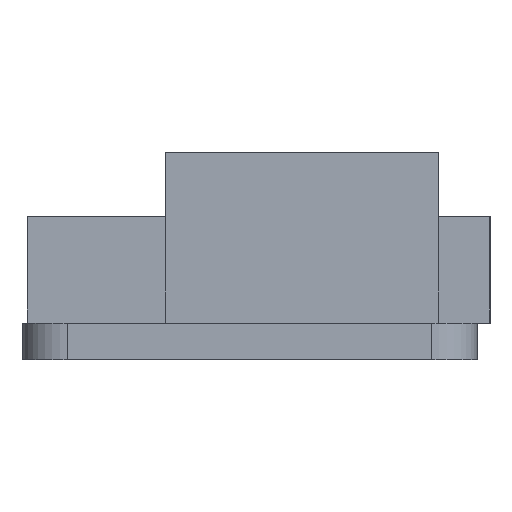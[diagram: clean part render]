
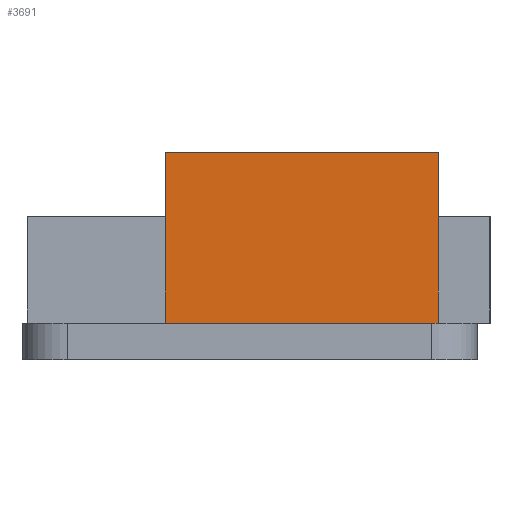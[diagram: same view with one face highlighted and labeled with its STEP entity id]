
A CAD part, left-side view. The second image highlights one B-rep face of the part: STEP entity #3691.
In plain terms, the highlighted planar face has unit normal (-1, 0, 0).
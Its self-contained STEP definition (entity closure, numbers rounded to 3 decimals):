
#237=DIRECTION('',(0.,-1.,0.));
#238=VECTOR('',#237,12.);
#239=CARTESIAN_POINT('',(16.5,13.7,1.6));
#240=LINE('',#239,#238);
#1277=DIRECTION('',(0.,0.,1.));
#1278=VECTOR('',#1277,7.5);
#1279=CARTESIAN_POINT('',(16.5,1.7,1.6));
#1280=LINE('',#1279,#1278);
#1281=DIRECTION('',(0.,0.,1.));
#1282=VECTOR('',#1281,7.5);
#1283=CARTESIAN_POINT('',(16.5,13.7,1.6));
#1284=LINE('',#1283,#1282);
#1297=DIRECTION('',(0.,-1.,0.));
#1298=VECTOR('',#1297,12.);
#1299=CARTESIAN_POINT('',(16.5,13.7,9.1));
#1300=LINE('',#1299,#1298);
#1537=CARTESIAN_POINT('',(16.5,13.7,9.1));
#1538=VERTEX_POINT('',#1537);
#1539=CARTESIAN_POINT('',(16.5,1.7,9.1));
#1540=VERTEX_POINT('',#1539);
#1545=CARTESIAN_POINT('',(16.5,13.7,1.6));
#1546=VERTEX_POINT('',#1545);
#1547=CARTESIAN_POINT('',(16.5,1.7,1.6));
#1548=VERTEX_POINT('',#1547);
#3678=CARTESIAN_POINT('',(16.5,13.7,1.6));
#3679=DIRECTION('',(-1.,0.,0.));
#3680=DIRECTION('',(0.,-1.,0.));
#3681=AXIS2_PLACEMENT_3D('',#3678,#3679,#3680);
#3682=PLANE('',#3681);
#3683=ORIENTED_EDGE('',*,*,#1882,.F.);
#3685=ORIENTED_EDGE('',*,*,#3684,.T.);
#3687=ORIENTED_EDGE('',*,*,#3686,.T.);
#3688=ORIENTED_EDGE('',*,*,#3670,.F.);
#3689=EDGE_LOOP('',(#3683,#3685,#3687,#3688));
#3690=FACE_OUTER_BOUND('',#3689,.F.);
#3691=ADVANCED_FACE('',(#3690),#3682,.T.);
#1882=EDGE_CURVE('',#1546,#1548,#240,.T.);
#3670=EDGE_CURVE('',#1548,#1540,#1280,.T.);
#3684=EDGE_CURVE('',#1546,#1538,#1284,.T.);
#3686=EDGE_CURVE('',#1538,#1540,#1300,.T.);
